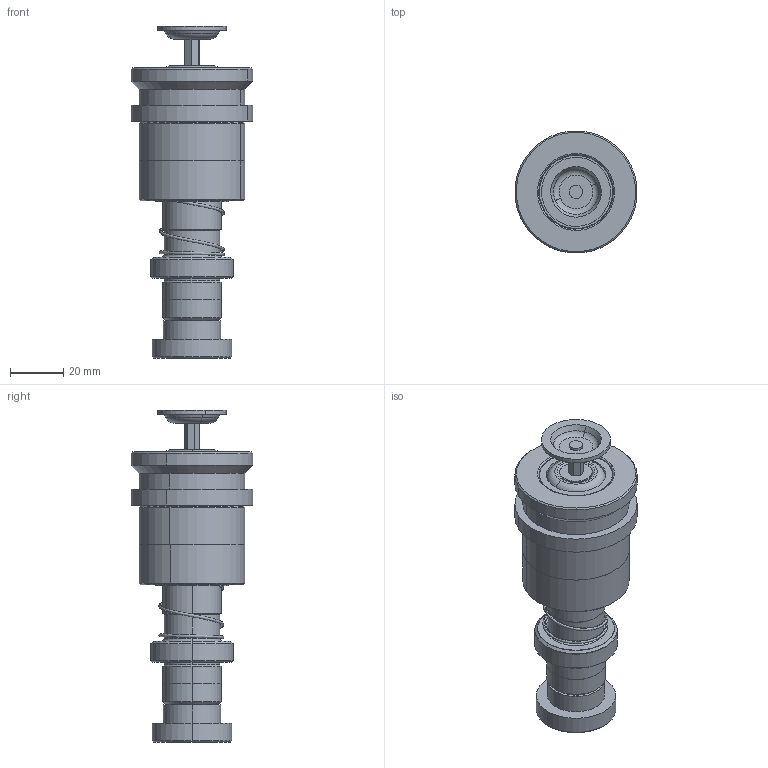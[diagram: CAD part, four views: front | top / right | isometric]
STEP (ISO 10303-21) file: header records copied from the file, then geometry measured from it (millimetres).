
FILE_DESCRIPTION (( 'STEP AP214' ), '1' );
FILE_NAME ('RTSH (RTJH)-D22-L80(BL-50).STEP', '2021-09-08T08:05:54', ( '' ), ( '' ), 'SwSTEP 2.0', 'SolidWorks 2016', '' );
FILE_SCHEMA (( 'AUTOMOTIVE_DESIGN' ));
Length unit declared in the file: millimetre
Products named in the file (203): BALL-D3; GTM-26; RTSH (RTJH)-D22-L80(BL-50); BSH-27.5-22.5-L50; DRPM蹟簽D22; BSH-D27.5-22.5-L50郪蚾; TRB22-30-20; GTM-26郪蚾; TRPM-D22-L80; GTM-3-縐种; HWP-D24.5-d22.5-L40; GTM-M10蹟簽
Assembly tree (195 placements, depth 3):
  BALL-D3
  BALL-D3
  GTM-26
  BALL-D3
  BALL-D3
Bounding box: 45.86 x 45.86 x 125 mm (x, y, z)
Volume: 88586.1 mm3; surface area: 47335.2 mm2
Topology: 188 solids, 188 shells, 928 faces, 3767 edges, 2497 vertices
Faces by surface type: sphere 720, cylinder 72, plane 53, cone 40, torus 22, bspline 21
Entity records: 40704 total; most frequent: CARTESIAN_POINT 22520, ORIENTED_EDGE 3180, DIRECTION 2829, EDGE_CURVE 1590, AXIS2_PLACEMENT_3D 1321, VERTEX_POINT 1037, EDGE_LOOP 939, B_SPLINE_CURVE_WITH_KNOTS 808
